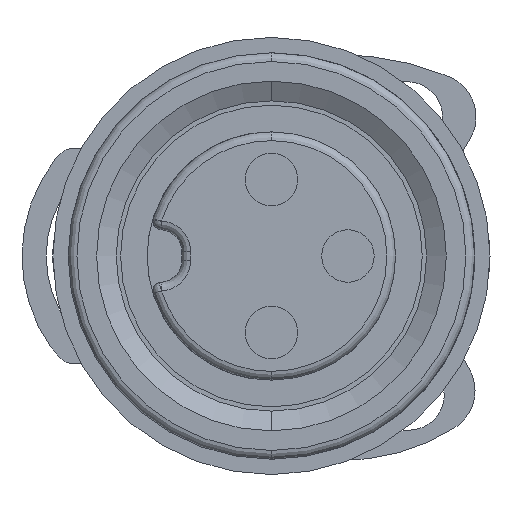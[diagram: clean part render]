
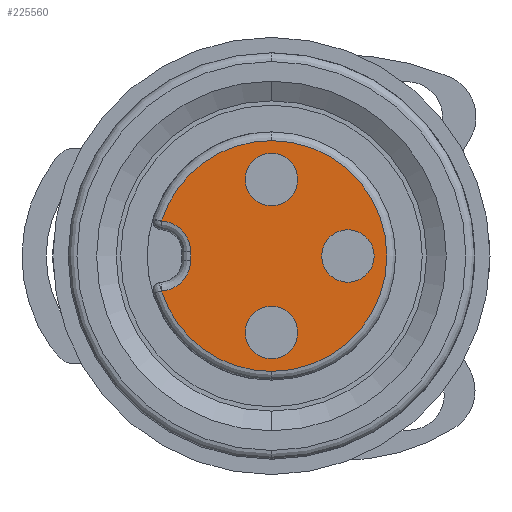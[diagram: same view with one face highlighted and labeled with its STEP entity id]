
A CAD part, left-side view. The second image highlights one B-rep face of the part: STEP entity #225560.
In plain terms, the highlighted face is planar.
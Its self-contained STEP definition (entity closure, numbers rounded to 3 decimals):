
#221270=CARTESIAN_POINT('',(20.365,36.178,
0.7));
#221280=DIRECTION('',(0.,0.,-1.));
#221290=DIRECTION('',(-1.,0.,0.));
#221300=AXIS2_PLACEMENT_3D('',#221270,#221280,#221290);
#221310=CIRCLE('',#221300,0.7);
#221320=CARTESIAN_POINT('',(20.365,35.478,
0.7));
#221330=VERTEX_POINT('',#221320);
#221340=CARTESIAN_POINT('',(19.666,36.144,
0.7));
#221350=VERTEX_POINT('',#221340);
#221360=EDGE_CURVE('',#221330,#221350,#221310,.T.);
#221920=CARTESIAN_POINT('',(21.264,36.144,
0.7));
#221930=VERTEX_POINT('',#221920);
#224410=CARTESIAN_POINT('',(20.565,35.478,
0.7));
#224420=VERTEX_POINT('',#224410);
#224450=CARTESIAN_POINT('',(20.565,36.178,
0.7));
#224460=DIRECTION('',(0.,0.,-1.));
#224470=DIRECTION('',(-1.,0.,0.));
#224480=AXIS2_PLACEMENT_3D('',#224450,#224460,#224470);
#224490=CIRCLE('',#224480,0.7);
#224500=EDGE_CURVE('',#221930,#224420,#224490,.T.);
#224700=CARTESIAN_POINT('',(-15.,35.478,
0.7));
#224710=DIRECTION('',(1.,0.,0.));
#224720=VECTOR('',#224710,1.);
#224730=LINE('',#224700,#224720);
#224740=EDGE_CURVE('',#221330,#224420,#224730,.T.);
#224860=CARTESIAN_POINT('',(-16.75,1.75,
0.7));
#224870=DIRECTION('',(0.,0.,1.));
#224880=DIRECTION('',(1.,0.,0.));
#224890=AXIS2_PLACEMENT_3D('',#224860,#224870,#224880);
#224900=PLANE('',#224890);
#224910=CARTESIAN_POINT('',(18.715,33.628,
0.7));
#224920=DIRECTION('',(0.,0.,1.));
#224930=DIRECTION('',(1.,0.,0.));
#224940=AXIS2_PLACEMENT_3D('',#224910,#224920,#224930);
#224950=CIRCLE('',#224940,0.6);
#224960=CARTESIAN_POINT('',(19.315,33.628,
0.7));
#224970=VERTEX_POINT('',#224960);
#224980=CARTESIAN_POINT('',(18.115,33.628,
0.7));
#224990=VERTEX_POINT('',#224980);
#225000=EDGE_CURVE('',#224970,#224990,#224950,.T.);
#225010=ORIENTED_EDGE('',*,*,#225000,.T.);
#225020=EDGE_CURVE('',#224990,#224970,#224950,.T.);
#225030=ORIENTED_EDGE('',*,*,#225020,.T.);
#225040=EDGE_LOOP('',(#225030,#225010));
#225050=FACE_BOUND('',#225040,.T.);
#225060=CARTESIAN_POINT('',(20.465,31.878,
0.7));
#225070=DIRECTION('',(0.,0.,1.));
#225080=DIRECTION('',(1.,0.,0.));
#225090=AXIS2_PLACEMENT_3D('',#225060,#225070,#225080);
#225100=CIRCLE('',#225090,0.6);
#225110=CARTESIAN_POINT('',(21.065,31.878,
0.7));
#225120=VERTEX_POINT('',#225110);
#225130=CARTESIAN_POINT('',(19.865,31.878,
0.7));
#225140=VERTEX_POINT('',#225130);
#225150=EDGE_CURVE('',#225120,#225140,#225100,.T.);
#225160=ORIENTED_EDGE('',*,*,#225150,.T.);
#225170=EDGE_CURVE('',#225140,#225120,#225100,.T.);
#225180=ORIENTED_EDGE('',*,*,#225170,.T.);
#225190=EDGE_LOOP('',(#225180,#225160));
#225200=FACE_BOUND('',#225190,.T.);
#225210=CARTESIAN_POINT('',(22.215,33.628,
0.7));
#225220=DIRECTION('',(0.,0.,1.));
#225230=DIRECTION('',(1.,0.,0.));
#225240=AXIS2_PLACEMENT_3D('',#225210,#225220,#225230);
#225250=CIRCLE('',#225240,0.6);
#225260=CARTESIAN_POINT('',(22.815,33.628,
0.7));
#225270=VERTEX_POINT('',#225260);
#225280=CARTESIAN_POINT('',(21.615,33.628,
0.7));
#225290=VERTEX_POINT('',#225280);
#225300=EDGE_CURVE('',#225270,#225290,#225250,.T.);
#225310=ORIENTED_EDGE('',*,*,#225300,.T.);
#225320=EDGE_CURVE('',#225290,#225270,#225250,.T.);
#225330=ORIENTED_EDGE('',*,*,#225320,.T.);
#225340=EDGE_LOOP('',(#225330,#225310));
#225350=FACE_BOUND('',#225340,.T.);
#225360=ORIENTED_EDGE('',*,*,#224740,.T.);
#225370=ORIENTED_EDGE('',*,*,#221360,.F.);
#225380=CARTESIAN_POINT('',(20.465,33.628,
0.7));
#225390=DIRECTION('',(0.,0.,1.));
#225400=DIRECTION('',(1.,0.,0.));
#225410=AXIS2_PLACEMENT_3D('',#225380,#225390,#225400);
#225420=CIRCLE('',#225410,2.64);
#225430=CARTESIAN_POINT('',(17.825,33.628,
0.7));
#225440=VERTEX_POINT('',#225430);
#225450=EDGE_CURVE('',#221350,#225440,#225420,.T.);
#225460=ORIENTED_EDGE('',*,*,#225450,.F.);
#225470=CARTESIAN_POINT('',(23.105,33.628,
0.7));
#225480=VERTEX_POINT('',#225470);
#225490=EDGE_CURVE('',#225440,#225480,#225420,.T.);
#225500=ORIENTED_EDGE('',*,*,#225490,.F.);
#225510=EDGE_CURVE('',#225480,#221930,#225420,.T.);
#225520=ORIENTED_EDGE('',*,*,#225510,.F.);
#225530=ORIENTED_EDGE('',*,*,#224500,.F.);
#225540=EDGE_LOOP('',(#225530,#225520,#225500,#225460,#225370,#225360));
#225550=FACE_OUTER_BOUND('',#225540,.T.);
#225560=ADVANCED_FACE('',(#225050,#225200,#225350,#225550),#224900,.F.);
